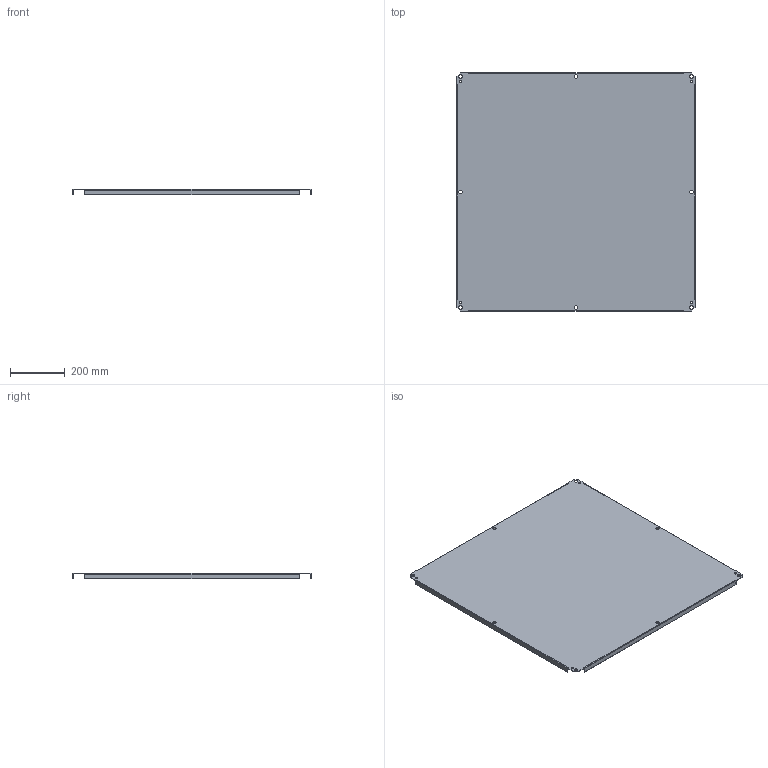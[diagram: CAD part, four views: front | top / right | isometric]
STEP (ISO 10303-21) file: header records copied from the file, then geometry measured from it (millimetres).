
FILE_DESCRIPTION((''),'2;1');
FILE_NAME('NP3636C.ipt.stp','2011-11-16T13:23:00',(''),(''),'Autodesk Inventor 2012','Autodesk Inventor 2012','');
FILE_SCHEMA(('AUTOMOTIVE_DESIGN { 1 0 10303 214 1 1 1 1 }'));
Length unit declared in the file: inch
Products named in the file (1): NP3636C
Bounding box: 868.68 x 868.68 x 19.66 mm (x, y, z)
Volume: 1916781.7 mm3; surface area: 1619518.4 mm2
Topology: 1 solids, 1 shells, 70 faces, 204 edges, 136 vertices
Faces by surface type: plane 50, cylinder 20
Full cylindrical faces by diameter (mm): 7.938 x4, 12.7 x8
Entity records: 2401 total; most frequent: CARTESIAN_POINT 399, ORIENTED_EDGE 384, DIRECTION 374, EDGE_CURVE 192, VECTOR 152, LINE 152, VERTEX_POINT 136, AXIS2_PLACEMENT_3D 111
